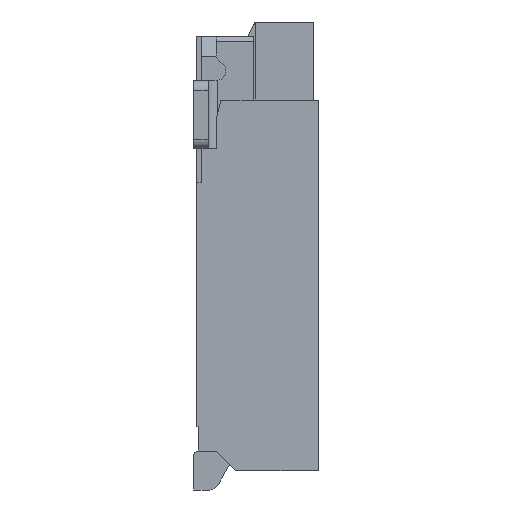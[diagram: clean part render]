
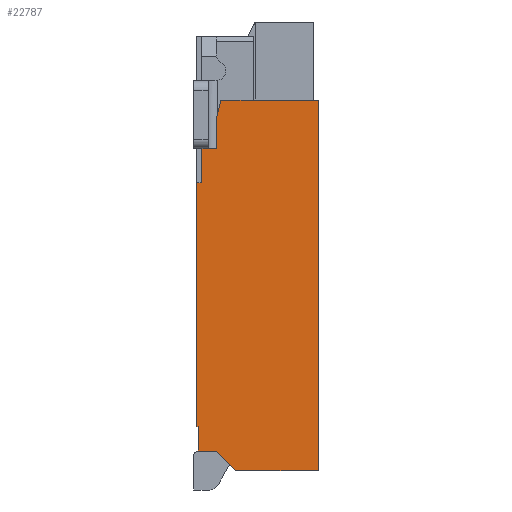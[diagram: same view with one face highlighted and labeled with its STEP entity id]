
A CAD part, front view. The second image highlights one B-rep face of the part: STEP entity #22787.
In plain terms, the highlighted planar face has unit normal (0, -1, 0).
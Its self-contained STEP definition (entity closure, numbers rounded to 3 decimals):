
#728=DIRECTION('',(0.,0.,-1.));
#729=VECTOR('',#728,0.25);
#730=CARTESIAN_POINT('',(0.02,0.,-4.));
#731=LINE('',#730,#729);
#868=DIRECTION('',(1.,0.,0.));
#869=VECTOR('',#868,0.02);
#870=CARTESIAN_POINT('',(0.,0.,-4.));
#871=LINE('',#870,#869);
#1718=DIRECTION('',(1.,0.,0.));
#1719=VECTOR('',#1718,0.07);
#1720=CARTESIAN_POINT('',(0.05,0.,-1.15));
#1721=LINE('',#1720,#1719);
#1722=DIRECTION('',(0.243,0.,0.97));
#1723=VECTOR('',#1722,0.206);
#1724=CARTESIAN_POINT('',(0.2,0.,-0.85));
#1725=LINE('',#1724,#1723);
#1726=DIRECTION('',(0.,0.,-1.));
#1727=VECTOR('',#1726,3.8);
#1728=CARTESIAN_POINT('',(1.25,0.,-0.65));
#1729=LINE('',#1728,#1727);
#1730=DIRECTION('',(-1.,0.,0.));
#1731=VECTOR('',#1730,0.85);
#1732=CARTESIAN_POINT('',(1.25,0.,-4.45));
#1733=LINE('',#1732,#1731);
#1734=DIRECTION('',(-0.707,0.,0.707));
#1735=VECTOR('',#1734,0.283);
#1736=CARTESIAN_POINT('',(0.4,0.,-4.45));
#1737=LINE('',#1736,#1735);
#1738=DIRECTION('',(-1.,0.,0.));
#1739=VECTOR('',#1738,0.18);
#1740=CARTESIAN_POINT('',(0.2,0.,-4.25));
#1741=LINE('',#1740,#1739);
#1742=DIRECTION('',(0.,0.,1.));
#1743=VECTOR('',#1742,2.5);
#1744=CARTESIAN_POINT('',(0.,0.,-4.));
#1745=LINE('',#1744,#1743);
#1769=DIRECTION('',(0.,0.,-1.));
#1770=VECTOR('',#1769,0.35);
#1771=CARTESIAN_POINT('',(0.05,0.,-1.15));
#1772=LINE('',#1771,#1770);
#1789=DIRECTION('',(-1.,0.,0.));
#1790=VECTOR('',#1789,0.05);
#1791=CARTESIAN_POINT('',(0.05,0.,-1.5));
#1792=LINE('',#1791,#1790);
#2068=DIRECTION('',(-1.,0.,0.));
#2069=VECTOR('',#2068,1.);
#2070=CARTESIAN_POINT('',(1.25,0.,-0.65));
#2071=LINE('',#2070,#2069);
#2096=DIRECTION('',(0.,0.,-1.));
#2097=VECTOR('',#2096,0.3);
#2098=CARTESIAN_POINT('',(0.2,0.,-0.85));
#2099=LINE('',#2098,#2097);
#2126=DIRECTION('',(-1.,0.,0.));
#2127=VECTOR('',#2126,0.08);
#2128=CARTESIAN_POINT('',(0.2,0.,-1.15));
#2129=LINE('',#2128,#2127);
#15379=CARTESIAN_POINT('',(1.25,0.,-0.65));
#15380=CARTESIAN_POINT('',(1.25,0.,-4.45));
#15381=VERTEX_POINT('',#15379);
#15382=VERTEX_POINT('',#15380);
#15397=CARTESIAN_POINT('',(0.4,0.,-4.45));
#15398=VERTEX_POINT('',#15397);
#15399=CARTESIAN_POINT('',(0.2,0.,-4.25));
#15400=VERTEX_POINT('',#15399);
#15401=CARTESIAN_POINT('',(0.,0.,-4.));
#15402=CARTESIAN_POINT('',(0.02,0.,-4.));
#15403=VERTEX_POINT('',#15401);
#15404=VERTEX_POINT('',#15402);
#15405=CARTESIAN_POINT('',(0.,0.,-1.5));
#15406=VERTEX_POINT('',#15405);
#15407=CARTESIAN_POINT('',(0.2,0.,-0.85));
#15408=CARTESIAN_POINT('',(0.25,0.,-0.65));
#15409=VERTEX_POINT('',#15407);
#15410=VERTEX_POINT('',#15408);
#15411=CARTESIAN_POINT('',(0.02,0.,-4.25));
#15412=VERTEX_POINT('',#15411);
#15618=CARTESIAN_POINT('',(0.05,0.,-1.5));
#15620=VERTEX_POINT('',#15618);
#15735=CARTESIAN_POINT('',(0.2,0.,-1.15));
#15736=VERTEX_POINT('',#15735);
#19083=CARTESIAN_POINT('',(0.05,0.,-1.15));
#19084=CARTESIAN_POINT('',(0.12,0.,-1.15));
#19085=VERTEX_POINT('',#19083);
#19086=VERTEX_POINT('',#19084);
#22758=CARTESIAN_POINT('',(0.625,0.,-2.55));
#22759=DIRECTION('',(0.,1.,0.));
#22760=DIRECTION('',(0.,0.,-1.));
#22761=AXIS2_PLACEMENT_3D('',#22758,#22759,#22760);
#22762=PLANE('',#22761);
#22764=ORIENTED_EDGE('',*,*,#22763,.T.);
#22766=ORIENTED_EDGE('',*,*,#22765,.F.);
#22768=ORIENTED_EDGE('',*,*,#22767,.F.);
#22770=ORIENTED_EDGE('',*,*,#22769,.T.);
#22772=ORIENTED_EDGE('',*,*,#22771,.F.);
#22774=ORIENTED_EDGE('',*,*,#22773,.T.);
#22775=ORIENTED_EDGE('',*,*,#22738,.T.);
#22776=ORIENTED_EDGE('',*,*,#22753,.T.);
#22777=ORIENTED_EDGE('',*,*,#21513,.T.);
#22778=ORIENTED_EDGE('',*,*,#21641,.F.);
#22779=ORIENTED_EDGE('',*,*,#21715,.F.);
#22780=ORIENTED_EDGE('',*,*,#20020,.T.);
#22782=ORIENTED_EDGE('',*,*,#22781,.F.);
#22784=ORIENTED_EDGE('',*,*,#22783,.F.);
#22785=EDGE_LOOP('',(#22764,#22766,#22768,#22770,#22772,#22774,#22775,#22776,
#22777,#22778,#22779,#22780,#22782,#22784));
#22786=FACE_OUTER_BOUND('',#22785,.F.);
#20020=EDGE_CURVE('',#15403,#15406,#1745,.T.);
#21513=EDGE_CURVE('',#15400,#15412,#1741,.T.);
#21641=EDGE_CURVE('',#15404,#15412,#731,.T.);
#21715=EDGE_CURVE('',#15403,#15404,#871,.T.);
#22738=EDGE_CURVE('',#15382,#15398,#1733,.T.);
#22753=EDGE_CURVE('',#15398,#15400,#1737,.T.);
#22763=EDGE_CURVE('',#19085,#19086,#1721,.T.);
#22765=EDGE_CURVE('',#15736,#19086,#2129,.T.);
#22767=EDGE_CURVE('',#15409,#15736,#2099,.T.);
#22769=EDGE_CURVE('',#15409,#15410,#1725,.T.);
#22771=EDGE_CURVE('',#15381,#15410,#2071,.T.);
#22773=EDGE_CURVE('',#15381,#15382,#1729,.T.);
#22781=EDGE_CURVE('',#15620,#15406,#1792,.T.);
#22783=EDGE_CURVE('',#19085,#15620,#1772,.T.);
#22787=ADVANCED_FACE('',(#22786),#22762,.F.);
